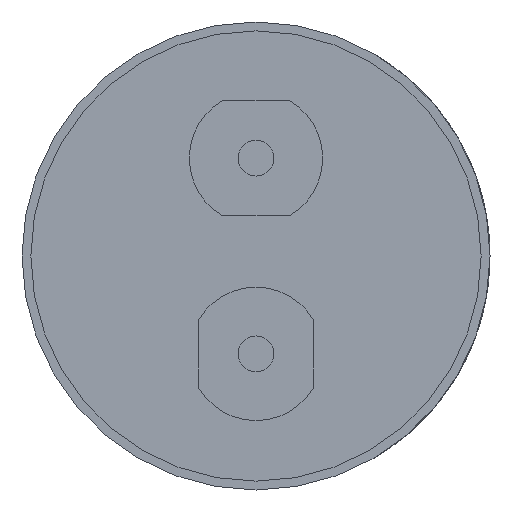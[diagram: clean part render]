
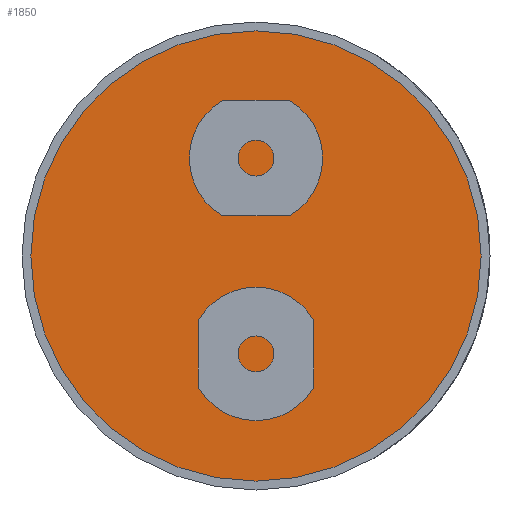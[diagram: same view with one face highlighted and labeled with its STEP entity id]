
A CAD part, front view. The second image highlights one B-rep face of the part: STEP entity #1850.
In plain terms, the highlighted planar face has unit normal (0, -1, 0).
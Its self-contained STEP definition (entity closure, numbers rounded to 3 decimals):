
#186 = DIRECTION ( 'NONE',  ( 0., 0., -1. ) ) ;
#227 = DIRECTION ( 'NONE',  ( 0., -1., 0. ) ) ;
#351 = CIRCLE ( 'NONE', #917, 25.3 ) ;
#381 = DIRECTION ( 'NONE',  ( 0., 0., -1. ) ) ;
#428 = EDGE_CURVE ( 'NONE', #2173, #1537, #351, .T. ) ;
#535 = CIRCLE ( 'NONE', #1569, 25.3 ) ;
#629 = DIRECTION ( 'NONE',  ( 0., -1., 0. ) ) ;
#846 = DIRECTION ( 'NONE',  ( 0., -1., 0. ) ) ;
#917 = AXIS2_PLACEMENT_3D ( 'NONE', #2089, #629, #186 ) ;
#946 = CARTESIAN_POINT ( 'NONE',  ( 0., 3., 25.3 ) ) ;
#962 = CARTESIAN_POINT ( 'NONE',  ( 0., 3., -25.3 ) ) ;
#1103 = FACE_OUTER_BOUND ( 'NONE', #2074, .T. ) ;
#1290 = DIRECTION ( 'NONE',  ( 0., 0., -1. ) ) ;
#1525 = CARTESIAN_POINT ( 'NONE',  ( 0., 3., 0. ) ) ;
#1537 = VERTEX_POINT ( 'NONE', #946 ) ;
#1569 = AXIS2_PLACEMENT_3D ( 'NONE', #1525, #227, #1290 ) ;
#1671 = CARTESIAN_POINT ( 'NONE',  ( 0., 3., 0. ) ) ;
#1850 = ADVANCED_FACE ( 'NONE', ( #1103 ), #2551, .T. ) ;
#1993 = EDGE_CURVE ( 'NONE', #1537, #2173, #535, .T. ) ;
#2074 = EDGE_LOOP ( 'NONE', ( #2580, #2245 ) ) ;
#2089 = CARTESIAN_POINT ( 'NONE',  ( 0., 3., 0. ) ) ;
#2173 = VERTEX_POINT ( 'NONE', #962 ) ;
#2245 = ORIENTED_EDGE ( 'NONE', *, *, #1993, .T. ) ;
#2547 = AXIS2_PLACEMENT_3D ( 'NONE', #1671, #846, #381 ) ;
#2551 = PLANE ( 'NONE',  #2547 ) ;
#2580 = ORIENTED_EDGE ( 'NONE', *, *, #428, .T. ) ;
